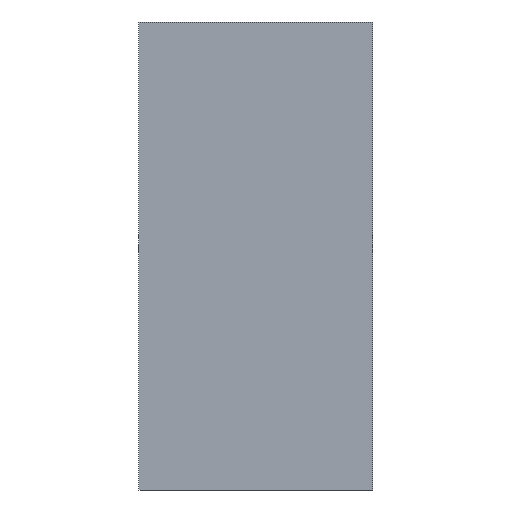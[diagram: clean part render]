
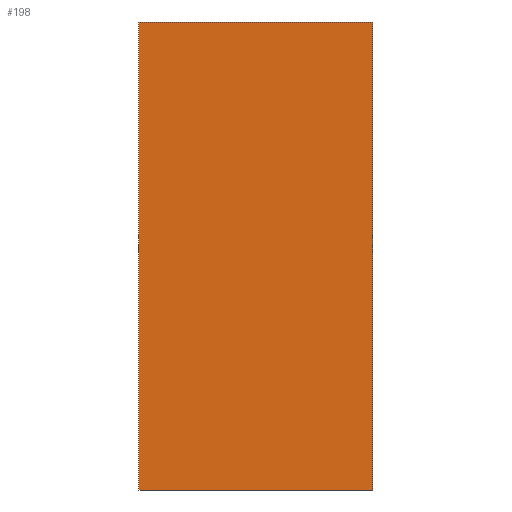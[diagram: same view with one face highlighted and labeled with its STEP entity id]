
A CAD part, front view. The second image highlights one B-rep face of the part: STEP entity #198.
In plain terms, the highlighted planar face has unit normal (0, -1, 0).
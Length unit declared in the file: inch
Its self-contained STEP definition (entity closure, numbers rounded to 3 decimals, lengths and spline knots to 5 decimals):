
#33 = DIRECTION ( 'NONE',  ( 0., 0., 1. ) ) ;
#35 = LINE ( 'NONE', #36, #155 ) ;
#36 = CARTESIAN_POINT ( 'NONE',  ( 0., 0., 0. ) ) ;
#37 = DIRECTION ( 'NONE',  ( -1., 0., 0. ) ) ;
#41 = LINE ( 'NONE', #42, #165 ) ;
#42 = CARTESIAN_POINT ( 'NONE',  ( 0., 0., -2. ) ) ;
#51 = DIRECTION ( 'NONE',  ( 0., 0., -1. ) ) ;
#52 = DIRECTION ( 'NONE',  ( 0., -1., 0. ) ) ;
#53 = CARTESIAN_POINT ( 'NONE',  ( 0., 0., 0. ) ) ;
#54 = DIRECTION ( 'NONE',  ( 1., 0., 0. ) ) ;
#55 = CARTESIAN_POINT ( 'NONE',  ( 1., 0., 0. ) ) ;
#56 = LINE ( 'NONE', #55, #166 ) ;
#57 = PLANE ( 'NONE',  #163 ) ;
#80 = DIRECTION ( 'NONE',  ( 0., 0., -1. ) ) ;
#81 = CARTESIAN_POINT ( 'NONE',  ( 1., 0., -2. ) ) ;
#82 = LINE ( 'NONE', #81, #171 ) ;
#104 = CARTESIAN_POINT ( 'NONE',  ( 0., 0., 0. ) ) ;
#105 = CARTESIAN_POINT ( 'NONE',  ( 1., 0., 0. ) ) ;
#107 = CARTESIAN_POINT ( 'NONE',  ( 0., 0., -2. ) ) ;
#108 = CARTESIAN_POINT ( 'NONE',  ( 1., 0., -2. ) ) ;
#118 = ORIENTED_EDGE ( 'NONE', *, *, #202, .F. ) ;
#119 = ORIENTED_EDGE ( 'NONE', *, *, #204, .F. ) ;
#120 = ORIENTED_EDGE ( 'NONE', *, *, #197, .F. ) ;
#121 = ORIENTED_EDGE ( 'NONE', *, *, #190, .F. ) ;
#130 = VERTEX_POINT ( 'NONE', #108 ) ;
#131 = VERTEX_POINT ( 'NONE', #107 ) ;
#133 = VERTEX_POINT ( 'NONE', #105 ) ;
#134 = VERTEX_POINT ( 'NONE', #104 ) ;
#139 = EDGE_LOOP ( 'NONE', ( #120, #119, #118, #121 ) ) ;
#153 = FACE_OUTER_BOUND ( 'NONE', #139, .T. ) ;
#155 = VECTOR ( 'NONE', #33, 39.37008 ) ;
#163 = AXIS2_PLACEMENT_3D ( 'NONE', #53, #52, #51 ) ;
#165 = VECTOR ( 'NONE', #37, 39.37008 ) ;
#166 = VECTOR ( 'NONE', #54, 39.37008 ) ;
#171 = VECTOR ( 'NONE', #80, 39.37008 ) ;
#190 = EDGE_CURVE ( 'NONE', #133, #130, #82, .T. ) ;
#197 = EDGE_CURVE ( 'NONE', #134, #133, #56, .T. ) ;
#198 = ADVANCED_FACE ( 'NONE', ( #153 ), #57, .T. ) ;
#202 = EDGE_CURVE ( 'NONE', #130, #131, #41, .T. ) ;
#204 = EDGE_CURVE ( 'NONE', #131, #134, #35, .T. ) ;
